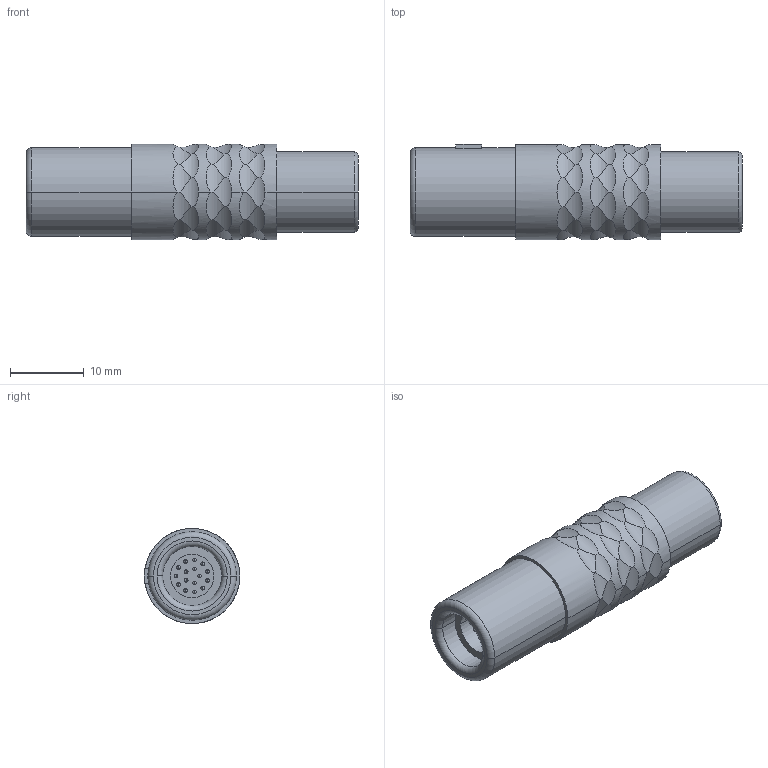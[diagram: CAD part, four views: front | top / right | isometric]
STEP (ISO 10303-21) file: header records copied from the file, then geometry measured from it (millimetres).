
FILE_DESCRIPTION((''),'2;1');
FILE_NAME('S11K0C-P16M','2013-01-22T',('rtrager'),(''),'PRO/ENGINEER BY PARAMETRIC TECHNOLOGY CORPORATION, 2010330','PRO/ENGINEER BY PARAMETRIC TECHNOLOGY CORPORATION, 2010330','');
FILE_SCHEMA(('CONFIG_CONTROL_DESIGN'));
Length unit declared in the file: millimetre
Products named in the file (1): S11K0C-P16M
Bounding box: 45 x 12.94 x 12.9 mm (x, y, z)
Volume: 4150.6 mm3; surface area: 2924.7 mm2
Topology: 1 solids, 1 shells, 329 faces, 861 edges, 541 vertices
Faces by surface type: cylinder 213, plane 53, sphere 32, torus 22, bspline 9
Entity records: 12041 total; most frequent: CARTESIAN_POINT 4323, ORIENTED_EDGE 1658, DIRECTION 1540, EDGE_CURVE 829, AXIS2_PLACEMENT_3D 659, VERTEX_POINT 541, EDGE_LOOP 368, CIRCLE 339
